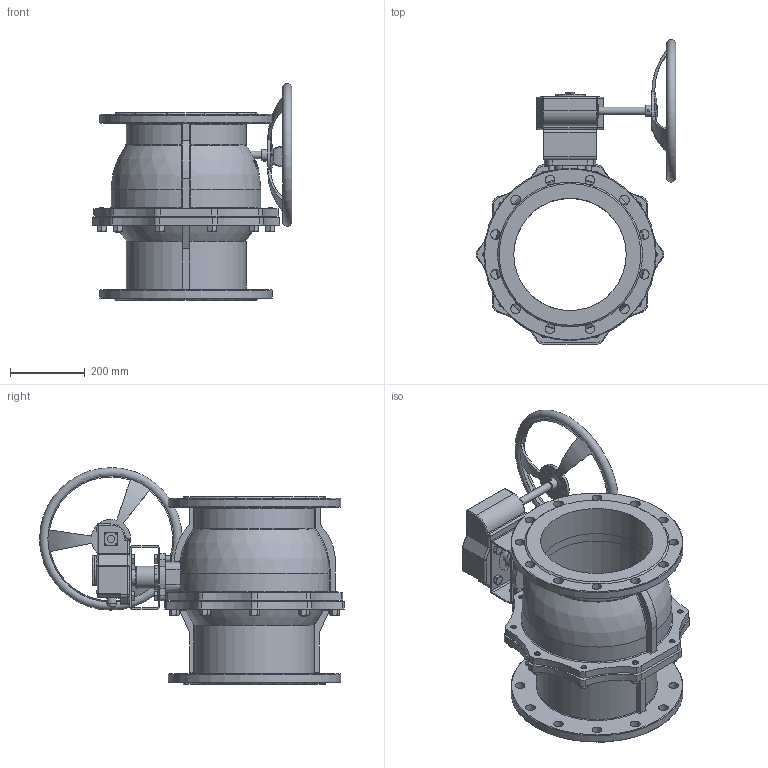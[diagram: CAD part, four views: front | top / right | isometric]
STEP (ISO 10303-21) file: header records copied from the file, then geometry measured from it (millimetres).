
FILE_DESCRIPTION(/* description */ (''),/* implementation_level */ '2;1');
FILE_NAME(/* name */ 'DN300_3D_STEP.stp',/* time_stamp */ '2023-12-19T21:07:05+03:00',/* author */ ('igorr'),/* organization */ (''),/* preprocessor_version */ 'ST-DEVELOPER v19.2',/* originating_system */ 'Autodesk Inventor 2023',/* authorisation */ '');
FILE_SCHEMA (('AUTOMOTIVE_DESIGN { 1 0 10303 214 3 1 1 }'));
Length unit declared in the file: millimetre
Products named in the file (17): Сборка; Деталь1; Деталь2; Деталь3; Деталь5; Деталь7; AS 1421 - M16 x 60 засверленный 
конец; ANSI B18.2.4.2M - M16x2; Сборка_1; Деталь2_1; Сборка0; Деталь1_1; AS 1427 - M2 x 4; AS 1427 - M5 x 20; BS 1804-2 - 6 x 30; Деталь8; AS 1110 - M16 x 35
Assembly tree (53 placements, depth 4):
  Сборка
    Деталь1
    Деталь2
    Деталь3
    Деталь5
    Деталь7
    AS 1421 - M16 x 60 засверленный 
конец  x10
    ANSI B18.2.4.2M - M16x2  x10
    Сборка_1
      Деталь2_1
      Сборка0
        Деталь1_1
        AS 1427 - M2 x 4  x8
        AS 1427 - M5 x 20  x6
      BS 1804-2 - 6 x 30
    Деталь8
    AS 1110 - M16 x 35  x8
Bounding box: 532.91 x 812.47 x 577.73 mm (x, y, z)
Volume: 27782452.3 mm3; surface area: 2983703 mm2
Topology: 51 solids, 52 shells, 1780 faces, 4467 edges, 2793 vertices
Faces by surface type: plane 701, cone 420, cylinder 339, bspline 210, torus 77, sphere 33
Full cylindrical faces by diameter (mm): 1.755 x8, 2 x16, 3.5 x8, 4.509 x6, 4.637 x1, 5 x10, 5.127 x1, 6 x4, 8.8 x6, 12 x2, 13.835 x10, 15 x20, 16 x26, 20 x4, 24 x8, 25 x2, 26 x24, 30 x1, 40 x1, 42.547 x1, 50 x2, 59.808 x1, 60 x1, 62 x1, 80 x1, 80.545 x2, 300 x3, 360 x2, 400 x2, 460 x2
Entity records: 37636 total; most frequent: CARTESIAN_POINT 14770, ORIENTED_EDGE 4742, DIRECTION 4097, EDGE_CURVE 2371, AXIS2_PLACEMENT_3D 1596, VERTEX_POINT 1524, EDGE_LOOP 1071, LINE 905
